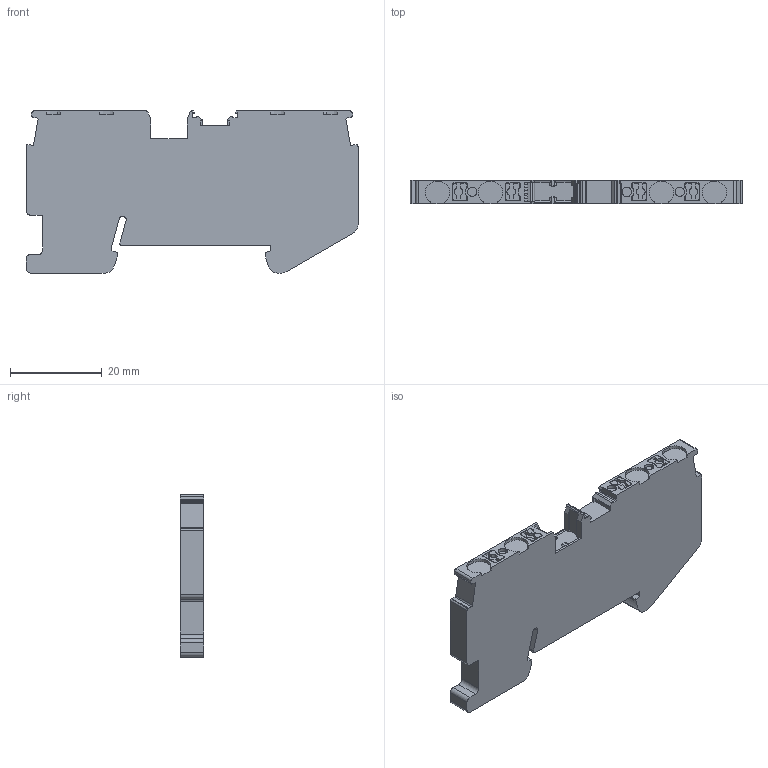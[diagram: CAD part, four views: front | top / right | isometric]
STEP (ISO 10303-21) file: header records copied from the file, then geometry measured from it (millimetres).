
FILE_DESCRIPTION( ( 'STEP AP214' ), '1' );
FILE_NAME( 'DPT2.5-4-20221229.stp', '2022-12-29T05:54:14', ( ' ' ), ( ' ' ), 'XStep 1.0', ' ', ' ' );
FILE_SCHEMA( ( 'CONFIG_CONTROL_DESIGN) ( )' ) );
Length unit declared in the file: metre
Products named in the file (1): 5
Bounding box: 72.2 x 5.15 x 35.25 mm (x, y, z)
Volume: 10837 mm3; surface area: 5755.5 mm2
Topology: 1 solids, 1 shells, 338 faces, 957 edges, 636 vertices
Faces by surface type: plane 198, cylinder 140
Full cylindrical faces by diameter (mm): 2 x2, 2.1 x1
Entity records: 13694 total; most frequent: CARTESIAN_POINT 1953, ORIENTED_EDGE 1904, DIRECTION 1900, EDGE_CURVE 952, LINE 674, VECTOR 674, VERTEX_POINT 634, AXIS2_PLACEMENT_3D 613
